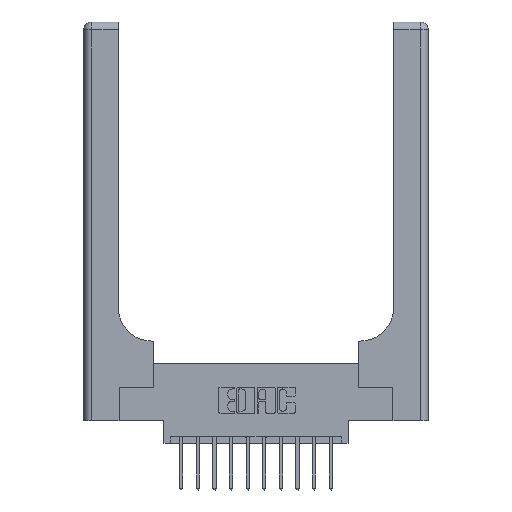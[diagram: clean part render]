
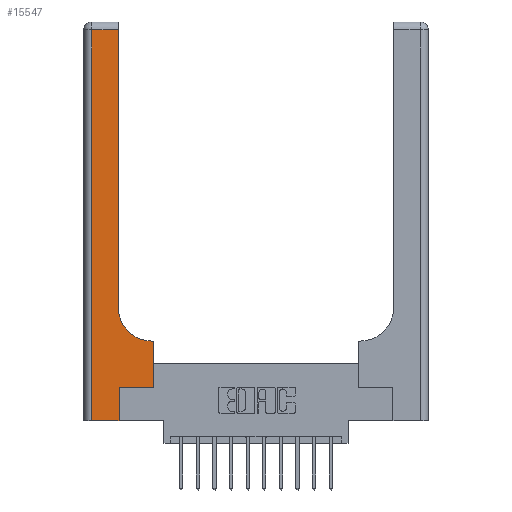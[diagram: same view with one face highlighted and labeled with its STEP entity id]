
A CAD part, top view. The second image highlights one B-rep face of the part: STEP entity #15547.
In plain terms, the highlighted planar face has unit normal (0, 0, 1).
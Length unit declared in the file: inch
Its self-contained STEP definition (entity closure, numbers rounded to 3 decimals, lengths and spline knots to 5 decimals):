
#317 = ORIENTED_EDGE ( 'NONE', *, *, #10910, .T. ) ;
#680 = ORIENTED_EDGE ( 'NONE', *, *, #8328, .T. ) ;
#888 = VERTEX_POINT ( 'NONE', #2091 ) ;
#930 = DIRECTION ( 'NONE',  ( 1., 0., 0. ) ) ;
#979 = DIRECTION ( 'NONE',  ( -1., 0., 0. ) ) ;
#1305 = ORIENTED_EDGE ( 'NONE', *, *, #2765, .T. ) ;
#1694 = VECTOR ( 'NONE', #5497, 39.37008 ) ;
#1913 = ORIENTED_EDGE ( 'NONE', *, *, #12357, .T. ) ;
#2059 = CARTESIAN_POINT ( 'NONE',  ( 0.51, 0.6, 0.37 ) ) ;
#2091 = CARTESIAN_POINT ( 'NONE',  ( 0.528, 0.25, 0.37 ) ) ;
#2315 = CARTESIAN_POINT ( 'NONE',  ( 0., 3., 0.37 ) ) ;
#2377 = DIRECTION ( 'NONE',  ( 0., 1., 0. ) ) ;
#2533 = LINE ( 'NONE', #3512, #15440 ) ;
#2765 = EDGE_CURVE ( 'NONE', #3887, #13432, #10101, .T. ) ;
#2792 = LINE ( 'NONE', #7930, #1694 ) ;
#2946 = VERTEX_POINT ( 'NONE', #4853 ) ;
#3146 = LINE ( 'NONE', #4145, #12834 ) ;
#3171 = DIRECTION ( 'NONE',  ( 0., 0., -1. ) ) ;
#3336 = CARTESIAN_POINT ( 'NONE',  ( 0.51, 0.85, 0.37 ) ) ;
#3512 = CARTESIAN_POINT ( 'NONE',  ( 0., 0., 0.37 ) ) ;
#3887 = VERTEX_POINT ( 'NONE', #10180 ) ;
#4145 = CARTESIAN_POINT ( 'NONE',  ( 0., 2.94, 0.37 ) ) ;
#4151 = VERTEX_POINT ( 'NONE', #2059 ) ;
#4195 = CARTESIAN_POINT ( 'NONE',  ( 0.26, 2.94, 0.37 ) ) ;
#4379 = VECTOR ( 'NONE', #16300, 39.37008 ) ;
#4501 = VECTOR ( 'NONE', #14905, 39.37008 ) ;
#4554 = EDGE_CURVE ( 'NONE', #2946, #888, #5812, .T. ) ;
#4636 = VECTOR ( 'NONE', #2377, 39.37008 ) ;
#4853 = CARTESIAN_POINT ( 'NONE',  ( 0.265, 0.25, 0.37 ) ) ;
#4920 = VERTEX_POINT ( 'NONE', #11105 ) ;
#5027 = ORIENTED_EDGE ( 'NONE', *, *, #4554, .T. ) ;
#5192 = EDGE_CURVE ( 'NONE', #888, #4920, #8801, .T. ) ;
#5338 = ORIENTED_EDGE ( 'NONE', *, *, #5192, .T. ) ;
#5497 = DIRECTION ( 'NONE',  ( 0., -1., 0. ) ) ;
#5812 = LINE ( 'NONE', #11216, #16441 ) ;
#5895 = PLANE ( 'NONE',  #7928 ) ;
#5944 = LINE ( 'NONE', #13665, #4501 ) ;
#6030 = EDGE_CURVE ( 'NONE', #4151, #3887, #10792, .T. ) ;
#7219 = EDGE_CURVE ( 'NONE', #4920, #4151, #9850, .T. ) ;
#7289 = EDGE_LOOP ( 'NONE', ( #1305, #317, #12052, #680, #1913, #5027, #5338, #9762, #9364 ) ) ;
#7928 = AXIS2_PLACEMENT_3D ( 'NONE', #2315, #9973, #979 ) ;
#7930 = CARTESIAN_POINT ( 'NONE',  ( 0.06, 3., 0.37 ) ) ;
#8328 = EDGE_CURVE ( 'NONE', #10046, #16331, #2533, .T. ) ;
#8335 = DIRECTION ( 'NONE',  ( 1., 0., 0. ) ) ;
#8561 = DIRECTION ( 'NONE',  ( 1., 0., 0. ) ) ;
#8679 = CARTESIAN_POINT ( 'NONE',  ( 0.26, 0.6, 0.37 ) ) ;
#8801 = LINE ( 'NONE', #13919, #4636 ) ;
#9364 = ORIENTED_EDGE ( 'NONE', *, *, #6030, .T. ) ;
#9762 = ORIENTED_EDGE ( 'NONE', *, *, #7219, .T. ) ;
#9850 = LINE ( 'NONE', #8679, #4379 ) ;
#9973 = DIRECTION ( 'NONE',  ( 0., 0., -1. ) ) ;
#10046 = VERTEX_POINT ( 'NONE', #13111 ) ;
#10101 = LINE ( 'NONE', #10176, #11329 ) ;
#10176 = CARTESIAN_POINT ( 'NONE',  ( 0.26, 3., 0.37 ) ) ;
#10180 = CARTESIAN_POINT ( 'NONE',  ( 0.26, 0.85, 0.37 ) ) ;
#10792 = CIRCLE ( 'NONE', #12125, 0.25 ) ;
#10910 = EDGE_CURVE ( 'NONE', #13432, #11474, #3146, .T. ) ;
#11071 = CARTESIAN_POINT ( 'NONE',  ( 0.265, 0., 0.37 ) ) ;
#11105 = CARTESIAN_POINT ( 'NONE',  ( 0.528, 0.6, 0.37 ) ) ;
#11216 = CARTESIAN_POINT ( 'NONE',  ( 0.265, 0.25, 0.37 ) ) ;
#11329 = VECTOR ( 'NONE', #14062, 39.37008 ) ;
#11474 = VERTEX_POINT ( 'NONE', #13623 ) ;
#12052 = ORIENTED_EDGE ( 'NONE', *, *, #14753, .T. ) ;
#12125 = AXIS2_PLACEMENT_3D ( 'NONE', #3336, #3171, #8335 ) ;
#12357 = EDGE_CURVE ( 'NONE', #16331, #2946, #5944, .T. ) ;
#12834 = VECTOR ( 'NONE', #14337, 39.37008 ) ;
#13111 = CARTESIAN_POINT ( 'NONE',  ( 0.06, 0., 0.37 ) ) ;
#13432 = VERTEX_POINT ( 'NONE', #4195 ) ;
#13623 = CARTESIAN_POINT ( 'NONE',  ( 0.06, 2.94, 0.37 ) ) ;
#13665 = CARTESIAN_POINT ( 'NONE',  ( 0.265, 0., 0.37 ) ) ;
#13866 = FACE_OUTER_BOUND ( 'NONE', #7289, .T. ) ;
#13919 = CARTESIAN_POINT ( 'NONE',  ( 0.528, 0.25, 0.37 ) ) ;
#14062 = DIRECTION ( 'NONE',  ( 0., 1., 0. ) ) ;
#14337 = DIRECTION ( 'NONE',  ( -1., 0., 0. ) ) ;
#14753 = EDGE_CURVE ( 'NONE', #11474, #10046, #2792, .T. ) ;
#14905 = DIRECTION ( 'NONE',  ( 0., 1., 0. ) ) ;
#15440 = VECTOR ( 'NONE', #930, 39.37008 ) ;
#15547 = ADVANCED_FACE ( 'NONE', ( #13866 ), #5895, .F. ) ;
#16300 = DIRECTION ( 'NONE',  ( -1., 0., 0. ) ) ;
#16331 = VERTEX_POINT ( 'NONE', #11071 ) ;
#16441 = VECTOR ( 'NONE', #8561, 39.37008 ) ;
